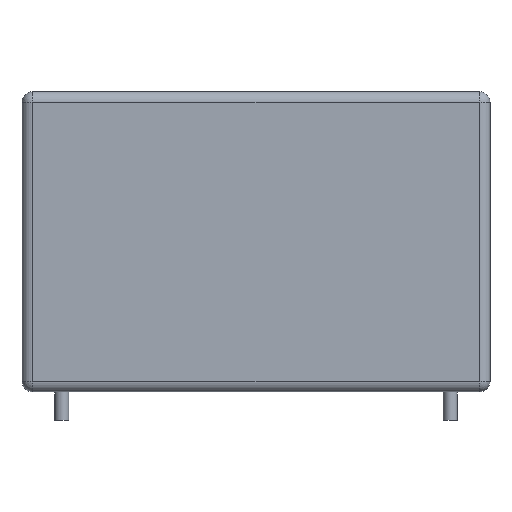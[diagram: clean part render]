
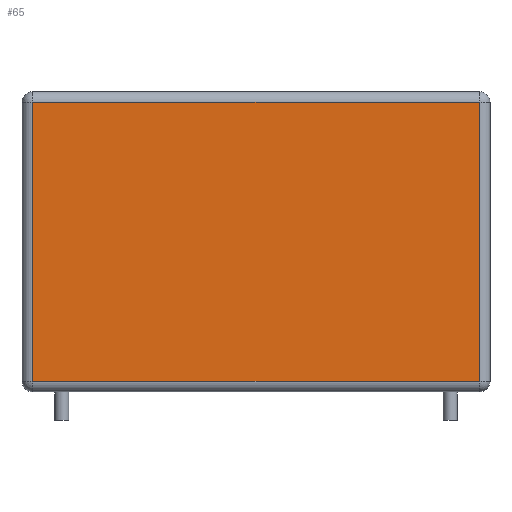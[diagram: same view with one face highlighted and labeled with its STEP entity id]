
A CAD part, front view. The second image highlights one B-rep face of the part: STEP entity #65.
In plain terms, the highlighted planar face has unit normal (0, -1, 0).
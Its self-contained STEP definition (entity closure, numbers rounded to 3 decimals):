
#2 = EDGE_CURVE ( 'NONE', #873, #874, #941, .T. ) ;
#3 = EDGE_CURVE ( 'NONE', #871, #872, #942, .T. ) ;
#9 = EDGE_CURVE ( 'NONE', #872, #873, #947, .T. ) ;
#14 = EDGE_CURVE ( 'NONE', #874, #871, #955, .T. ) ;
#65 = ADVANCED_FACE ( 'NONE', ( #990 ), #551, .F. ) ;
#180 = CARTESIAN_POINT ( 'NONE',  ( -12.65, -4., 0.6 ) ) ;
#182 = CARTESIAN_POINT ( 'NONE',  ( 12.65, -4., 0.6 ) ) ;
#188 = CARTESIAN_POINT ( 'NONE',  ( 12.65, -4., 16.4 ) ) ;
#190 = CARTESIAN_POINT ( 'NONE',  ( -12.65, -4., 16.4 ) ) ;
#354 = CARTESIAN_POINT ( 'NONE',  ( 12.65, -4., 17. ) ) ;
#355 = DIRECTION ( 'NONE',  ( 0., 0., 1. ) ) ;
#356 = CARTESIAN_POINT ( 'NONE',  ( -12.65, -4., 17. ) ) ;
#357 = DIRECTION ( 'NONE',  ( 0., 0., -1. ) ) ;
#369 = CARTESIAN_POINT ( 'NONE',  ( 13.25, -4., 0.6 ) ) ;
#370 = DIRECTION ( 'NONE',  ( 1., 0., 0. ) ) ;
#384 = CARTESIAN_POINT ( 'NONE',  ( -13.25, -4., 16.4 ) ) ;
#385 = DIRECTION ( 'NONE',  ( -1., 0., 0. ) ) ;
#551 = PLANE ( 'NONE',  #1142 ) ;
#552 = CARTESIAN_POINT ( 'NONE',  ( 13.25, -4., 17. ) ) ;
#553 = DIRECTION ( 'NONE',  ( 0., 1., 0. ) ) ;
#554 = DIRECTION ( 'NONE',  ( 0., 0., 1. ) ) ;
#850 = ORIENTED_EDGE ( 'NONE', *, *, #9, .T. ) ;
#851 = ORIENTED_EDGE ( 'NONE', *, *, #14, .T. ) ;
#852 = ORIENTED_EDGE ( 'NONE', *, *, #2, .T. ) ;
#855 = ORIENTED_EDGE ( 'NONE', *, *, #3, .T. ) ;
#871 = VERTEX_POINT ( 'NONE', #190 ) ;
#872 = VERTEX_POINT ( 'NONE', #180 ) ;
#873 = VERTEX_POINT ( 'NONE', #182 ) ;
#874 = VERTEX_POINT ( 'NONE', #188 ) ;
#934 = EDGE_LOOP ( 'NONE', ( #855, #850, #852, #851 ) ) ;
#941 = LINE ( 'NONE', #354, #1194 ) ;
#942 = LINE ( 'NONE', #356, #1220 ) ;
#947 = LINE ( 'NONE', #369, #1208 ) ;
#955 = LINE ( 'NONE', #384, #1114 ) ;
#990 = FACE_OUTER_BOUND ( 'NONE', #934, .T. ) ;
#1114 = VECTOR ( 'NONE', #385, 1000. ) ;
#1142 = AXIS2_PLACEMENT_3D ( 'NONE', #552, #553, #554 ) ;
#1194 = VECTOR ( 'NONE', #355, 1000. ) ;
#1208 = VECTOR ( 'NONE', #370, 1000. ) ;
#1220 = VECTOR ( 'NONE', #357, 1000. ) ;
